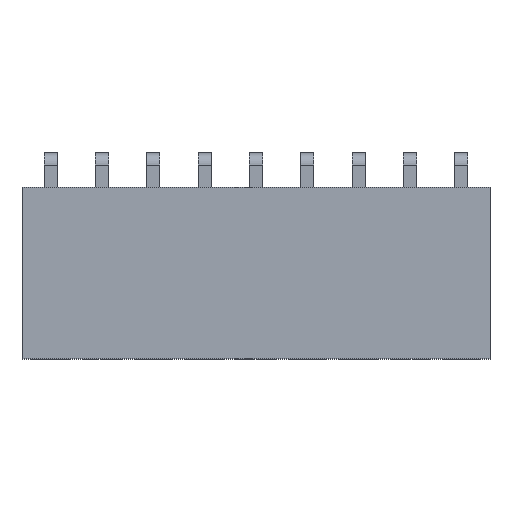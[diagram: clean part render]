
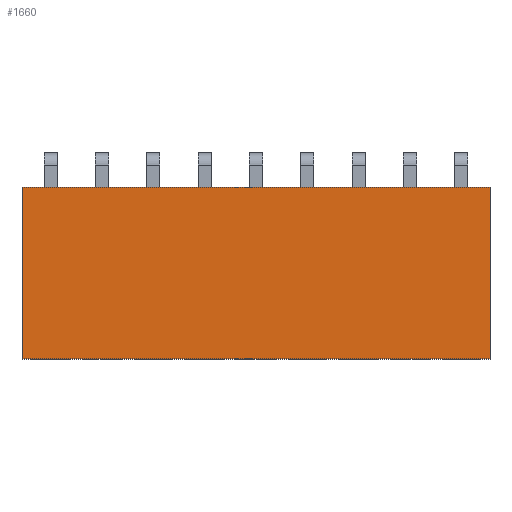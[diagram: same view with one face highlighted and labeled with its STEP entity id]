
A CAD part, top view. The second image highlights one B-rep face of the part: STEP entity #1660.
In plain terms, the highlighted planar face has unit normal (0, 0, 1).
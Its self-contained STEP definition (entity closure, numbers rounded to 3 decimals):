
#1660=ADVANCED_FACE('',(#5563),#5565,.T.);
#5563=FACE_BOUND('',#5564,.T.);
#5564=EDGE_LOOP('',(#8674,#8675,#8676,#8677));
#5565=PLANE('',#5566);
#5566=AXIS2_PLACEMENT_3D('',#5567,#5568,#5569);
#5567=CARTESIAN_POINT('',(21.74,-10.,2.5));
#5568=DIRECTION('',(0.,-0.,1.));
#5569=DIRECTION('',(0.,1.,0.));
#8674=ORIENTED_EDGE('',*,*,#10801,.T.);
#8675=ORIENTED_EDGE('',*,*,#10833,.T.);
#8676=ORIENTED_EDGE('',*,*,#10831,.F.);
#8677=ORIENTED_EDGE('',*,*,#10857,.F.);
#10801=EDGE_CURVE('',#12448,#12446,#12449,.T.);
#10831=EDGE_CURVE('',#12498,#12500,#12501,.T.);
#10833=EDGE_CURVE('',#12446,#12500,#12503,.T.);
#10857=EDGE_CURVE('',#12448,#12498,#12529,.T.);
#12446=VERTEX_POINT('',#15572);
#12448=VERTEX_POINT('',#15576);
#12449=LINE('',#15577,#15578);
#12498=VERTEX_POINT('',#15684);
#12500=VERTEX_POINT('',#15688);
#12501=LINE('',#15689,#15690);
#12503=LINE('',#15695,#15696);
#12529=LINE('',#15769,#15770);
#15572=CARTESIAN_POINT('',(21.74,-1.5,2.5));
#15576=CARTESIAN_POINT('',(21.74,-10.,2.5));
#15577=CARTESIAN_POINT('',(21.74,-10.,2.5));
#15578=VECTOR('',#15579,1.);
#15579=DIRECTION('',(0.,1.,0.));
#15684=CARTESIAN_POINT('',(-1.42,-10.,2.5));
#15688=CARTESIAN_POINT('',(-1.42,-1.5,2.5));
#15689=CARTESIAN_POINT('',(-1.42,-10.,2.5));
#15690=VECTOR('',#15691,1.);
#15691=DIRECTION('',(0.,1.,0.));
#15695=CARTESIAN_POINT('',(21.74,-1.5,2.5));
#15696=VECTOR('',#15697,1.);
#15697=DIRECTION('',(-1.,0.,0.));
#15769=CARTESIAN_POINT('',(21.74,-10.,2.5));
#15770=VECTOR('',#15771,1.);
#15771=DIRECTION('',(-1.,0.,0.));
